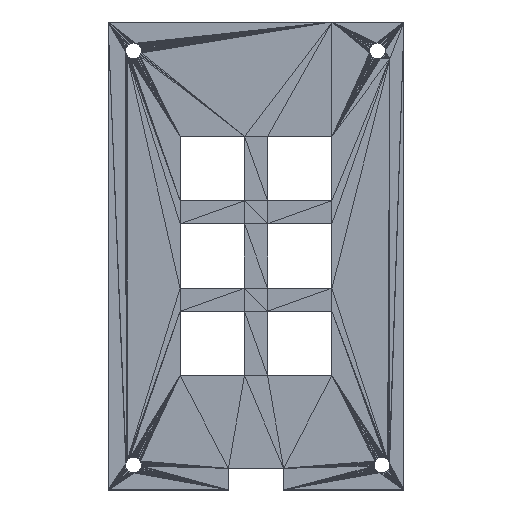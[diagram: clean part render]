
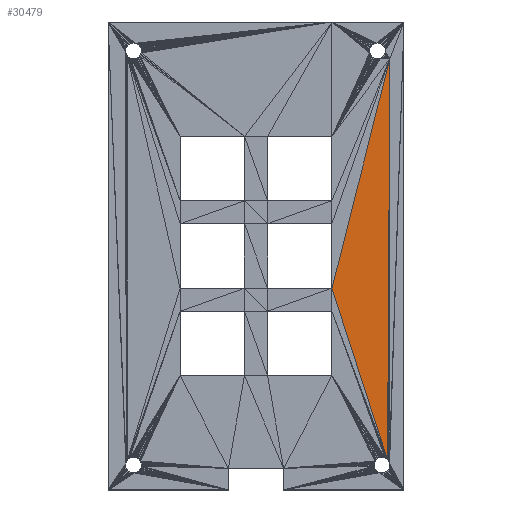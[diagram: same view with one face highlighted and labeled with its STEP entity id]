
A CAD part, top view. The second image highlights one B-rep face of the part: STEP entity #30479.
In plain terms, the highlighted planar face has unit normal (0, 0, 1).
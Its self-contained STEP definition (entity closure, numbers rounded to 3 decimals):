
#1639 = VERTEX_POINT('',#1640);
#1640 = CARTESIAN_POINT('',(42.443,43.998,10.75));
#13691 = VERTEX_POINT('',#13692);
#13692 = CARTESIAN_POINT('',(29.852,-5.851,10.75));
#13732 = PLANE('',#13733);
#13733 = AXIS2_PLACEMENT_3D('',#13734,#13735,#13736);
#13734 = CARTESIAN_POINT('',(35.51,-24.526,10.75));
#13735 = DIRECTION('',(0.,0.,1.));
#13736 = DIRECTION('',(1.,0.,-0.));
#16993 = PLANE('',#16994);
#16994 = AXIS2_PLACEMENT_3D('',#16995,#16996,#16997);
#16995 = CARTESIAN_POINT('',(35.295,19.219,10.75));
#16996 = DIRECTION('',(0.,0.,1.));
#16997 = DIRECTION('',(1.,0.,-0.));
#27014 = PLANE('',#27015);
#27015 = AXIS2_PLACEMENT_3D('',#27016,#27017,#27018);
#27016 = CARTESIAN_POINT('',(42.228,0.369,10.75));
#27017 = DIRECTION('',(0.,0.,1.));
#27018 = DIRECTION('',(1.,0.,0.));
#28815 = EDGE_CURVE('',#13691,#1639,#28816,.T.);
#28816 = SURFACE_CURVE('',#28817,(#28821,#28828),.PCURVE_S1.);
#28817 = LINE('',#28818,#28819);
#28818 = CARTESIAN_POINT('',(29.852,-5.851,10.75));
#28819 = VECTOR('',#28820,1.);
#28820 = DIRECTION('',(0.245,0.97,0.));
#28821 = PCURVE('',#16993,#28822);
#28822 = DEFINITIONAL_REPRESENTATION('',(#28823),#28827);
#28823 = LINE('',#28824,#28825);
#28824 = CARTESIAN_POINT('',(-5.443,-25.07));
#28825 = VECTOR('',#28826,1.);
#28826 = DIRECTION('',(0.245,0.97));
#28827 = ( GEOMETRIC_REPRESENTATION_CONTEXT(2) 
PARAMETRIC_REPRESENTATION_CONTEXT() REPRESENTATION_CONTEXT('2D SPACE',''
  ) );
#28828 = PCURVE('',#28829,#28834);
#28829 = PLANE('',#28830);
#28830 = AXIS2_PLACEMENT_3D('',#28831,#28832,#28833);
#28831 = CARTESIAN_POINT('',(39.054,0.363,10.75));
#28832 = DIRECTION('',(0.,0.,1.));
#28833 = DIRECTION('',(1.,0.,-0.));
#28834 = DEFINITIONAL_REPRESENTATION('',(#28835),#28838);
#28835 = B_SPLINE_CURVE_WITH_KNOTS('',1,(#28836,#28837),.UNSPECIFIED.,
  .F.,.F.,(2,2),(0.,51.415),.PIECEWISE_BEZIER_KNOTS.);
#28836 = CARTESIAN_POINT('',(-9.202,-6.214));
#28837 = CARTESIAN_POINT('',(3.389,43.635));
#28838 = ( GEOMETRIC_REPRESENTATION_CONTEXT(2) 
PARAMETRIC_REPRESENTATION_CONTEXT() REPRESENTATION_CONTEXT('2D SPACE',''
  ) );
#30409 = VERTEX_POINT('',#30410);
#30410 = CARTESIAN_POINT('',(41.938,-43.062,10.75));
#30458 = EDGE_CURVE('',#30409,#13691,#30459,.T.);
#30459 = SURFACE_CURVE('',#30460,(#30464,#30471),.PCURVE_S1.);
#30460 = LINE('',#30461,#30462);
#30461 = CARTESIAN_POINT('',(41.938,-43.062,10.75));
#30462 = VECTOR('',#30463,1.);
#30463 = DIRECTION('',(-0.309,0.951,0.));
#30464 = PCURVE('',#13732,#30465);
#30465 = DEFINITIONAL_REPRESENTATION('',(#30466),#30470);
#30466 = LINE('',#30467,#30468);
#30467 = CARTESIAN_POINT('',(6.428,-18.536));
#30468 = VECTOR('',#30469,1.);
#30469 = DIRECTION('',(-0.309,0.951));
#30470 = ( GEOMETRIC_REPRESENTATION_CONTEXT(2) 
PARAMETRIC_REPRESENTATION_CONTEXT() REPRESENTATION_CONTEXT('2D SPACE',''
  ) );
#30471 = PCURVE('',#28829,#30472);
#30472 = DEFINITIONAL_REPRESENTATION('',(#30473),#30476);
#30473 = B_SPLINE_CURVE_WITH_KNOTS('',1,(#30474,#30475),.UNSPECIFIED.,
  .F.,.F.,(2,2),(0.,39.125),.PIECEWISE_BEZIER_KNOTS.);
#30474 = CARTESIAN_POINT('',(2.884,-43.425));
#30475 = CARTESIAN_POINT('',(-9.202,-6.214));
#30476 = ( GEOMETRIC_REPRESENTATION_CONTEXT(2) 
PARAMETRIC_REPRESENTATION_CONTEXT() REPRESENTATION_CONTEXT('2D SPACE',''
  ) );
#30479 = ADVANCED_FACE('',(#30480),#28829,.T.);
#30480 = FACE_BOUND('',#30481,.T.);
#30481 = EDGE_LOOP('',(#30482,#30483,#30503));
#30482 = ORIENTED_EDGE('',*,*,#30458,.F.);
#30483 = ORIENTED_EDGE('',*,*,#30484,.T.);
#30484 = EDGE_CURVE('',#30409,#1639,#30485,.T.);
#30485 = SURFACE_CURVE('',#30486,(#30490,#30497),.PCURVE_S1.);
#30486 = LINE('',#30487,#30488);
#30487 = CARTESIAN_POINT('',(41.938,-43.062,10.75));
#30488 = VECTOR('',#30489,1.);
#30489 = DIRECTION('',(0.006,1.,0.));
#30490 = PCURVE('',#28829,#30491);
#30491 = DEFINITIONAL_REPRESENTATION('',(#30492),#30496);
#30492 = LINE('',#30493,#30494);
#30493 = CARTESIAN_POINT('',(2.884,-43.425));
#30494 = VECTOR('',#30495,1.);
#30495 = DIRECTION('',(0.006,1.));
#30496 = ( GEOMETRIC_REPRESENTATION_CONTEXT(2) 
PARAMETRIC_REPRESENTATION_CONTEXT() REPRESENTATION_CONTEXT('2D SPACE',''
  ) );
#30497 = PCURVE('',#27014,#30498);
#30498 = DEFINITIONAL_REPRESENTATION('',(#30499),#30502);
#30499 = B_SPLINE_CURVE_WITH_KNOTS('',1,(#30500,#30501),.UNSPECIFIED.,
  .F.,.F.,(2,2),(0.,87.061),.PIECEWISE_BEZIER_KNOTS.);
#30500 = CARTESIAN_POINT('',(-0.29,-43.431));
#30501 = CARTESIAN_POINT('',(0.215,43.629));
#30502 = ( GEOMETRIC_REPRESENTATION_CONTEXT(2) 
PARAMETRIC_REPRESENTATION_CONTEXT() REPRESENTATION_CONTEXT('2D SPACE',''
  ) );
#30503 = ORIENTED_EDGE('',*,*,#28815,.F.);
